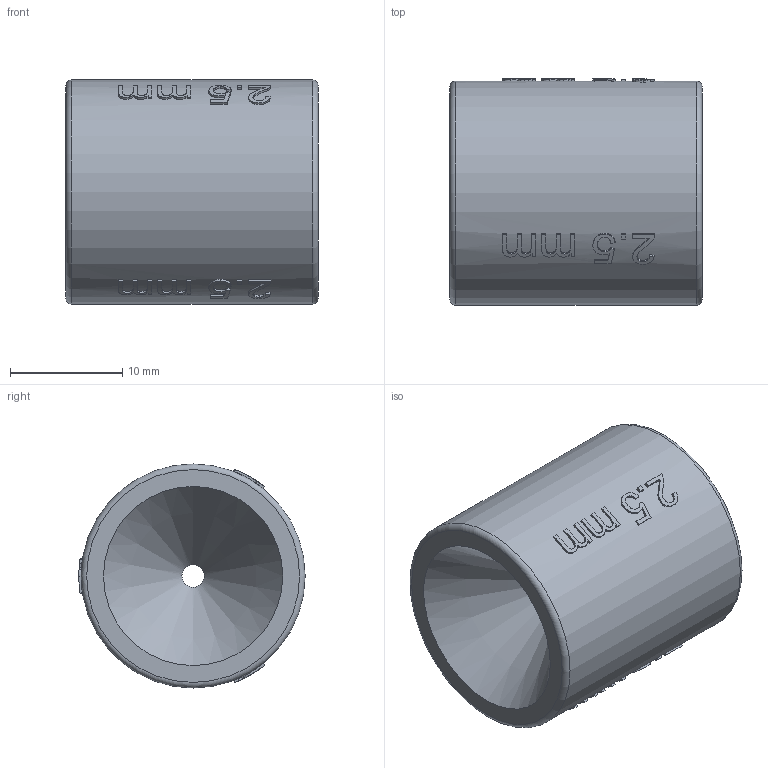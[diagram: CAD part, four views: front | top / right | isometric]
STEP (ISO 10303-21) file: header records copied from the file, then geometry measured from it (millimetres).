
FILE_DESCRIPTION(/* description */ (''),/* implementation_level */ '2;1');
FILE_NAME(/* name */ '2.5mm_funnel.step',/* time_stamp */ '2023-08-05T18:46:07+01:00',/* author */ (''),/* organization */ (''),/* preprocessor_version */ 'ST-DEVELOPER v20',/* originating_system */ 'Autodesk Translation Framework v12.9.0.99',/* authorisation */ '');
FILE_SCHEMA (('AUTOMOTIVE_DESIGN { 1 0 10303 214 3 1 1 }'));
Length unit declared in the file: millimetre
Products named in the file (1): 2.5mm_funnel
Bounding box: 22.5 x 20.2 x 20 mm (x, y, z)
Volume: 6264.1 mm3; surface area: 2308.8 mm2
Topology: 1 solids, 1 shells, 446 faces, 1266 edges, 843 vertices
Faces by surface type: bspline 283, plane 141, cylinder 18, torus 2, cone 2
Full cylindrical faces by diameter (mm): 2 x1, 2.9 x1, 20 x1
Entity records: 19224 total; most frequent: CARTESIAN_POINT 9437, ORIENTED_EDGE 2532, EDGE_CURVE 1266, DIRECTION 1149, VERTEX_POINT 843, LINE 579, VECTOR 579, B_SPLINE_CURVE_WITH_KNOTS 566
